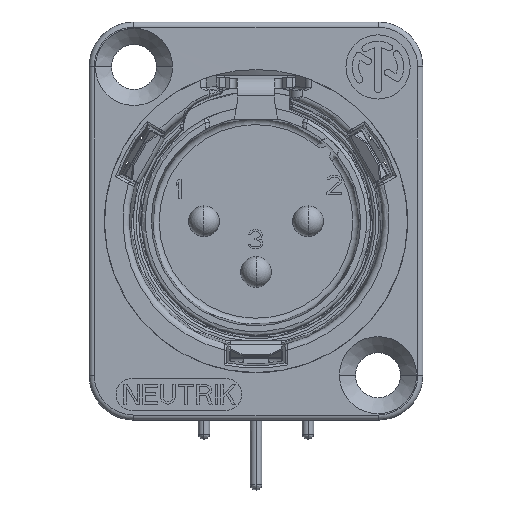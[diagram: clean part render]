
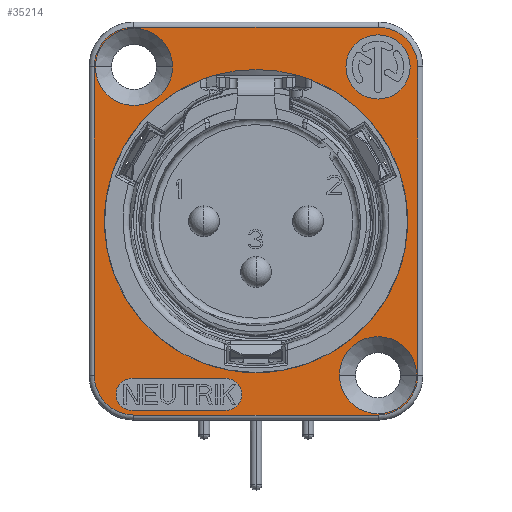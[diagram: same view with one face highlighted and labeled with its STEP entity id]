
A CAD part, top view. The second image highlights one B-rep face of the part: STEP entity #35214.
In plain terms, the highlighted planar face has unit normal (0, 0, 1).
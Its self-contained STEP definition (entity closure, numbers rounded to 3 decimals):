
#8505=CARTESIAN_POINT('',(-9.65,-13.5,0.));
#8506=DIRECTION('',(0.,0.,1.));
#8507=DIRECTION('',(0.,1.,0.));
#8508=AXIS2_PLACEMENT_3D('',#8505,#8506,#8507);
#8510=DIRECTION('',(1.,0.,0.));
#8511=VECTOR('',#8510,7.3);
#8512=CARTESIAN_POINT('',(-9.65,-14.75,0.));
#8513=LINE('',#8512,#8511);
#8514=CARTESIAN_POINT('',(-2.35,-13.5,0.));
#8515=DIRECTION('',(0.,0.,1.));
#8516=DIRECTION('',(0.,-1.,0.));
#8517=AXIS2_PLACEMENT_3D('',#8514,#8515,#8516);
#8519=DIRECTION('',(-1.,0.,0.));
#8520=VECTOR('',#8519,7.3);
#8521=CARTESIAN_POINT('',(-2.35,-12.25,0.));
#8522=LINE('',#8521,#8520);
#8523=CARTESIAN_POINT('',(9.5,12.,0.));
#8524=DIRECTION('',(0.,0.,1.));
#8525=DIRECTION('',(1.,0.,0.));
#8526=AXIS2_PLACEMENT_3D('',#8523,#8524,#8525);
#8528=CARTESIAN_POINT('',(9.5,12.,0.));
#8529=DIRECTION('',(0.,0.,1.));
#8530=DIRECTION('',(-1.,0.,0.));
#8531=AXIS2_PLACEMENT_3D('',#8528,#8529,#8530);
#8533=CARTESIAN_POINT('',(-9.5,12.,0.));
#8534=DIRECTION('',(0.,0.,1.));
#8535=DIRECTION('',(-1.,0.,0.));
#8536=AXIS2_PLACEMENT_3D('',#8533,#8534,#8535);
#8538=CARTESIAN_POINT('',(-9.5,12.,0.));
#8539=DIRECTION('',(0.,0.,1.));
#8540=DIRECTION('',(1.,0.,0.));
#8541=AXIS2_PLACEMENT_3D('',#8538,#8539,#8540);
#8543=CARTESIAN_POINT('',(9.5,-12.,0.));
#8544=DIRECTION('',(0.,0.,1.));
#8545=DIRECTION('',(-1.,0.,0.));
#8546=AXIS2_PLACEMENT_3D('',#8543,#8544,#8545);
#8548=CARTESIAN_POINT('',(9.5,-12.,0.));
#8549=DIRECTION('',(0.,0.,1.));
#8550=DIRECTION('',(1.,0.,0.));
#8551=AXIS2_PLACEMENT_3D('',#8548,#8549,#8550);
#8553=CARTESIAN_POINT('',(0.,0.,0.));
#8554=DIRECTION('',(0.,0.,1.));
#8555=DIRECTION('',(0.273,0.962,0.));
#8556=AXIS2_PLACEMENT_3D('',#8553,#8554,#8555);
#8558=CARTESIAN_POINT('',(9.5,12.,0.));
#8559=DIRECTION('',(0.,0.,1.));
#8560=DIRECTION('',(1.,0.,0.));
#8561=AXIS2_PLACEMENT_3D('',#8558,#8559,#8560);
#8563=DIRECTION('',(0.,1.,0.));
#8564=VECTOR('',#8563,24.);
#8565=CARTESIAN_POINT('',(12.6,-12.,0.));
#8566=LINE('',#8565,#8564);
#8567=CARTESIAN_POINT('',(9.5,-12.,0.));
#8568=DIRECTION('',(0.,0.,1.));
#8569=DIRECTION('',(0.,-1.,0.));
#8570=AXIS2_PLACEMENT_3D('',#8567,#8568,#8569);
#8572=DIRECTION('',(1.,0.,0.));
#8573=VECTOR('',#8572,19.);
#8574=CARTESIAN_POINT('',(-9.5,-15.1,0.));
#8575=LINE('',#8574,#8573);
#8576=CARTESIAN_POINT('',(-9.5,-12.,0.));
#8577=DIRECTION('',(0.,0.,1.));
#8578=DIRECTION('',(-1.,0.,0.));
#8579=AXIS2_PLACEMENT_3D('',#8576,#8577,#8578);
#8581=DIRECTION('',(0.,-1.,0.));
#8582=VECTOR('',#8581,24.);
#8583=CARTESIAN_POINT('',(-12.6,12.,0.));
#8584=LINE('',#8583,#8582);
#8585=CARTESIAN_POINT('',(-9.5,12.,0.));
#8586=DIRECTION('',(0.,0.,1.));
#8587=DIRECTION('',(0.,1.,0.));
#8588=AXIS2_PLACEMENT_3D('',#8585,#8586,#8587);
#8590=DIRECTION('',(-1.,0.,0.));
#8591=VECTOR('',#8590,19.);
#8592=CARTESIAN_POINT('',(9.5,15.1,0.));
#8593=LINE('',#8592,#8591);
#10162=CARTESIAN_POINT('',(0.,0.,0.));
#10163=DIRECTION('',(0.,0.,-1.));
#10164=DIRECTION('',(0.273,0.962,0.));
#10165=AXIS2_PLACEMENT_3D('',#10162,#10163,#10164);
#10167=CARTESIAN_POINT('',(-3.227,11.35,
0.));
#10204=CARTESIAN_POINT('',(3.227,11.35,
0.));
#18253=CARTESIAN_POINT('',(12.6,12.,0.));
#18254=CARTESIAN_POINT('',(9.5,15.1,0.));
#18255=VERTEX_POINT('',#18253);
#18256=VERTEX_POINT('',#18254);
#18261=CARTESIAN_POINT('',(-9.5,15.1,0.));
#18262=VERTEX_POINT('',#18261);
#18265=CARTESIAN_POINT('',(-12.6,12.,0.));
#18266=VERTEX_POINT('',#18265);
#18269=CARTESIAN_POINT('',(-12.6,-12.,0.));
#18270=VERTEX_POINT('',#18269);
#18273=CARTESIAN_POINT('',(-9.5,-15.1,0.));
#18274=VERTEX_POINT('',#18273);
#18277=CARTESIAN_POINT('',(9.5,-15.1,0.));
#18278=VERTEX_POINT('',#18277);
#18281=CARTESIAN_POINT('',(12.6,-12.,0.));
#18282=VERTEX_POINT('',#18281);
#18381=CARTESIAN_POINT('',(-9.65,-12.25,0.));
#18382=CARTESIAN_POINT('',(-9.65,-14.75,0.));
#18383=VERTEX_POINT('',#18381);
#18384=VERTEX_POINT('',#18382);
#18385=CARTESIAN_POINT('',(-2.35,-14.75,0.));
#18386=VERTEX_POINT('',#18385);
#18387=CARTESIAN_POINT('',(-2.35,-12.25,0.));
#18388=VERTEX_POINT('',#18387);
#19979=CARTESIAN_POINT('',(-12.5,12.,0.));
#19980=CARTESIAN_POINT('',(-6.5,12.,0.));
#19981=VERTEX_POINT('',#19979);
#19982=VERTEX_POINT('',#19980);
#19983=CARTESIAN_POINT('',(6.5,-12.,0.));
#19984=CARTESIAN_POINT('',(12.5,-12.,0.));
#19985=VERTEX_POINT('',#19983);
#19986=VERTEX_POINT('',#19984);
#19991=CARTESIAN_POINT('',(12.,12.,0.));
#19992=CARTESIAN_POINT('',(7.,12.,0.));
#19993=VERTEX_POINT('',#19991);
#19994=VERTEX_POINT('',#19992);
#20045=VERTEX_POINT('',#10167);
#20048=VERTEX_POINT('',#10204);
#35159=CARTESIAN_POINT('',(0.,0.,0.));
#35160=DIRECTION('',(0.,0.,1.));
#35161=DIRECTION('',(1.,0.,0.));
#35162=AXIS2_PLACEMENT_3D('',#35159,#35160,#35161);
#35163=PLANE('',#35162);
#35165=ORIENTED_EDGE('',*,*,#35164,.F.);
#35167=ORIENTED_EDGE('',*,*,#35166,.F.);
#35169=ORIENTED_EDGE('',*,*,#35168,.F.);
#35171=ORIENTED_EDGE('',*,*,#35170,.F.);
#35173=ORIENTED_EDGE('',*,*,#35172,.F.);
#35175=ORIENTED_EDGE('',*,*,#35174,.F.);
#35177=ORIENTED_EDGE('',*,*,#35176,.F.);
#35179=ORIENTED_EDGE('',*,*,#35178,.F.);
#35180=EDGE_LOOP('',(#35165,#35167,#35169,#35171,#35173,#35175,#35177,#35179));
#35181=FACE_OUTER_BOUND('',#35180,.F.);
#35183=ORIENTED_EDGE('',*,*,#35182,.T.);
#35185=ORIENTED_EDGE('',*,*,#35184,.T.);
#35186=EDGE_LOOP('',(#35183,#35185));
#35187=FACE_BOUND('',#35186,.F.);
#35188=ORIENTED_EDGE('',*,*,#35147,.T.);
#35189=ORIENTED_EDGE('',*,*,#35124,.T.);
#35190=EDGE_LOOP('',(#35188,#35189));
#35191=FACE_BOUND('',#35190,.F.);
#35193=ORIENTED_EDGE('',*,*,#35192,.T.);
#35195=ORIENTED_EDGE('',*,*,#35194,.T.);
#35196=EDGE_LOOP('',(#35193,#35195));
#35197=FACE_BOUND('',#35196,.F.);
#35199=ORIENTED_EDGE('',*,*,#35198,.F.);
#35201=ORIENTED_EDGE('',*,*,#35200,.T.);
#35202=EDGE_LOOP('',(#35199,#35201));
#35203=FACE_BOUND('',#35202,.F.);
#35205=ORIENTED_EDGE('',*,*,#35204,.T.);
#35207=ORIENTED_EDGE('',*,*,#35206,.T.);
#35209=ORIENTED_EDGE('',*,*,#35208,.T.);
#35211=ORIENTED_EDGE('',*,*,#35210,.T.);
#35212=EDGE_LOOP('',(#35205,#35207,#35209,#35211));
#35213=FACE_BOUND('',#35212,.F.);
#8509=CIRCLE('',#8508,1.25);
#8518=CIRCLE('',#8517,1.25);
#8527=CIRCLE('',#8526,2.5);
#8532=CIRCLE('',#8531,2.5);
#8537=CIRCLE('',#8536,3.);
#8542=CIRCLE('',#8541,3.);
#8547=CIRCLE('',#8546,3.);
#8552=CIRCLE('',#8551,3.);
#8557=CIRCLE('',#8556,11.8);
#8562=CIRCLE('',#8561,3.1);
#8571=CIRCLE('',#8570,3.1);
#8580=CIRCLE('',#8579,3.1);
#8589=CIRCLE('',#8588,3.1);
#10166=CIRCLE('',#10165,11.8);
#35124=EDGE_CURVE('',#19982,#19981,#8542,.T.);
#35147=EDGE_CURVE('',#19981,#19982,#8537,.T.);
#35164=EDGE_CURVE('',#18255,#18256,#8562,.T.);
#35166=EDGE_CURVE('',#18282,#18255,#8566,.T.);
#35168=EDGE_CURVE('',#18278,#18282,#8571,.T.);
#35170=EDGE_CURVE('',#18274,#18278,#8575,.T.);
#35172=EDGE_CURVE('',#18270,#18274,#8580,.T.);
#35174=EDGE_CURVE('',#18266,#18270,#8584,.T.);
#35176=EDGE_CURVE('',#18262,#18266,#8589,.T.);
#35178=EDGE_CURVE('',#18256,#18262,#8593,.T.);
#35182=EDGE_CURVE('',#19993,#19994,#8527,.T.);
#35184=EDGE_CURVE('',#19994,#19993,#8532,.T.);
#35192=EDGE_CURVE('',#19985,#19986,#8547,.T.);
#35194=EDGE_CURVE('',#19986,#19985,#8552,.T.);
#35198=EDGE_CURVE('',#20048,#20045,#10166,.T.);
#35200=EDGE_CURVE('',#20048,#20045,#8557,.T.);
#35204=EDGE_CURVE('',#18383,#18384,#8509,.T.);
#35206=EDGE_CURVE('',#18384,#18386,#8513,.T.);
#35208=EDGE_CURVE('',#18386,#18388,#8518,.T.);
#35210=EDGE_CURVE('',#18388,#18383,#8522,.T.);
#35214=ADVANCED_FACE('',(#35181,#35187,#35191,#35197,#35203,#35213),#35163,.T.);
